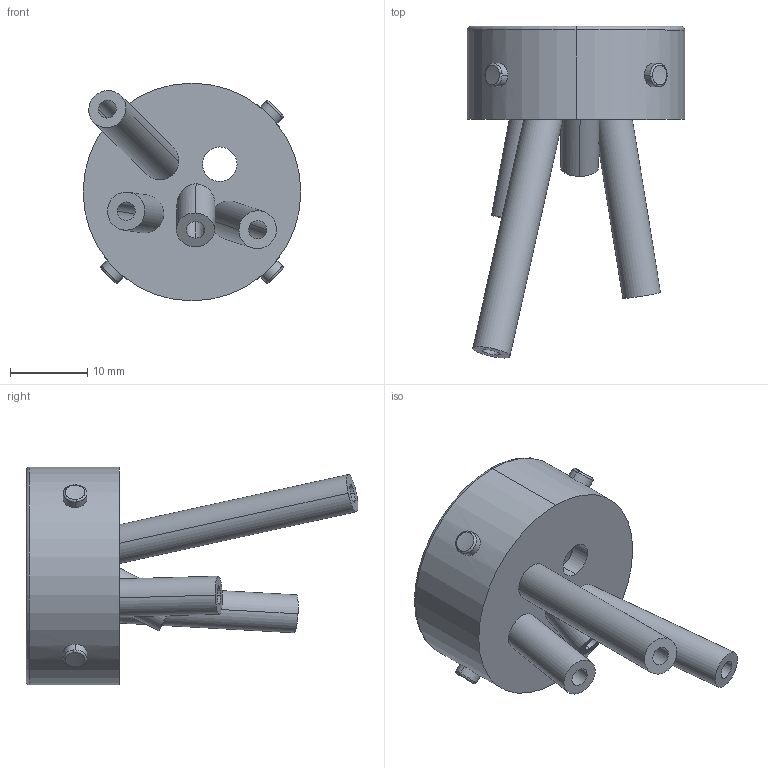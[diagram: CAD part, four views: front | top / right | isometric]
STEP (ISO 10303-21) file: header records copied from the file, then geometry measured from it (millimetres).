
FILE_DESCRIPTION (( 'STEP AP214' ), '1' );
FILE_NAME ('vial_cap_v6.STEP', '2023-03-01T00:47:47', ( '' ), ( '' ), 'SwSTEP 2.0', 'SolidWorks 2017', '' );
FILE_SCHEMA (( 'AUTOMOTIVE_DESIGN' ));
Length unit declared in the file: inch
Products named in the file (1): vial_cap_v6
Bounding box: 28.19 x 42.97 x 28.19 mm (x, y, z)
Volume: 4428.5 mm3; surface area: 5068.4 mm2
Topology: 1 solids, 1 shells, 64 faces, 164 edges, 110 vertices
Faces by surface type: cylinder 34, bspline 19, plane 9, torus 2
Entity records: 4238 total; most frequent: CARTESIAN_POINT 2841, ORIENTED_EDGE 328, DIRECTION 215, EDGE_CURVE 164, VERTEX_POINT 110, AXIS2_PLACEMENT_3D 88, EDGE_LOOP 82, ADVANCED_FACE 64
